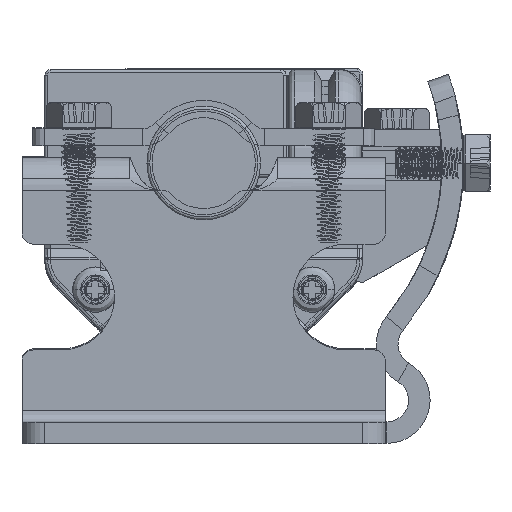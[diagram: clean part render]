
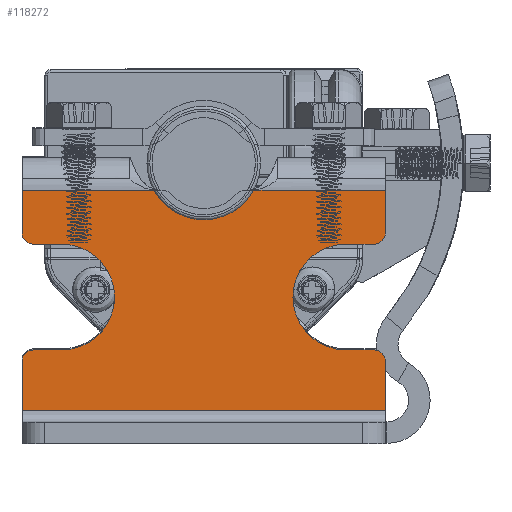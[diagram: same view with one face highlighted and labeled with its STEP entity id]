
A CAD part, front view. The second image highlights one B-rep face of the part: STEP entity #118272.
In plain terms, the highlighted face is planar.
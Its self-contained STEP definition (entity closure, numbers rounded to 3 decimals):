
#116892=CARTESIAN_POINT('',(-1.9,21.3,-3.666));
#116893=DIRECTION('',(-1.,0.,0.));
#116894=DIRECTION('',(0.,0.68,0.733));
#116895=AXIS2_PLACEMENT_3D('',#116892,#116893,#116894);
#116897=CARTESIAN_POINT('',(-1.9,24.7,0.));
#116898=DIRECTION('',(1.,0.,0.));
#116899=DIRECTION('',(0.,-0.68,0.733));
#116900=AXIS2_PLACEMENT_3D('',#116897,#116898,#116899);
#116902=CARTESIAN_POINT('',(-1.9,21.3,3.666));
#116903=DIRECTION('',(-1.,0.,0.));
#116904=DIRECTION('',(0.,1.,0.));
#116905=AXIS2_PLACEMENT_3D('',#116902,#116903,#116904);
#116907=DIRECTION('',(0.,0.,-1.));
#116908=VECTOR('',#116907,0.313);
#116909=CARTESIAN_POINT('',(-1.9,22.3,3.979));
#116910=LINE('',#116909,#116908);
#116911=CARTESIAN_POINT('',(-1.9,18.55,15.));
#116912=DIRECTION('',(-1.,0.,0.));
#116913=DIRECTION('',(0.,-1.,0.));
#116914=AXIS2_PLACEMENT_3D('',#116911,#116912,#116913);
#116916=DIRECTION('',(0.,0.,-1.));
#116917=VECTOR('',#116916,2.5);
#116918=CARTESIAN_POINT('',(-1.9,17.55,15.));
#116919=LINE('',#116918,#116917);
#116920=CARTESIAN_POINT('',(-1.9,12.9,12.5));
#116921=DIRECTION('',(-1.,0.,0.));
#116922=DIRECTION('',(0.,1.,0.));
#116923=AXIS2_PLACEMENT_3D('',#116920,#116921,#116922);
#116925=DIRECTION('',(0.,0.,-1.));
#116926=VECTOR('',#116925,2.5);
#116927=CARTESIAN_POINT('',(-1.9,8.25,15.));
#116928=LINE('',#116927,#116926);
#116929=CARTESIAN_POINT('',(-1.9,7.25,15.));
#116930=DIRECTION('',(-1.,0.,0.));
#116931=DIRECTION('',(0.,0.,1.));
#116932=AXIS2_PLACEMENT_3D('',#116929,#116930,#116931);
#116934=DIRECTION('',(0.,0.,1.));
#116935=VECTOR('',#116934,32.);
#116936=CARTESIAN_POINT('',(-1.9,2.9,-16.));
#116937=LINE('',#116936,#116935);
#116938=CARTESIAN_POINT('',(-1.9,7.25,-15.));
#116939=DIRECTION('',(-1.,0.,0.));
#116940=DIRECTION('',(0.,1.,0.));
#116941=AXIS2_PLACEMENT_3D('',#116938,#116939,#116940);
#116943=DIRECTION('',(0.,0.,1.));
#116944=VECTOR('',#116943,2.5);
#116945=CARTESIAN_POINT('',(-1.9,8.25,-15.));
#116946=LINE('',#116945,#116944);
#116947=CARTESIAN_POINT('',(-1.9,12.9,-12.5));
#116948=DIRECTION('',(-1.,0.,0.));
#116949=DIRECTION('',(0.,-1.,0.));
#116950=AXIS2_PLACEMENT_3D('',#116947,#116948,#116949);
#116952=DIRECTION('',(0.,0.,1.));
#116953=VECTOR('',#116952,2.5);
#116954=CARTESIAN_POINT('',(-1.9,17.55,-15.));
#116955=LINE('',#116954,#116953);
#116956=CARTESIAN_POINT('',(-1.9,18.55,-15.));
#116957=DIRECTION('',(-1.,0.,0.));
#116958=DIRECTION('',(0.,0.,-1.));
#116959=AXIS2_PLACEMENT_3D('',#116956,#116957,#116958);
#116961=DIRECTION('',(0.,0.,-1.));
#116962=VECTOR('',#116961,0.313);
#116963=CARTESIAN_POINT('',(-1.9,22.3,-3.666));
#116964=LINE('',#116963,#116962);
#117162=DIRECTION('',(0.,1.,0.));
#117163=VECTOR('',#117162,4.35);
#117164=CARTESIAN_POINT('',(-1.9,2.9,16.));
#117165=LINE('',#117164,#117163);
#117170=DIRECTION('',(0.,1.,0.));
#117171=VECTOR('',#117170,3.75);
#117172=CARTESIAN_POINT('',(-1.9,18.55,16.));
#117173=LINE('',#117172,#117171);
#117204=CARTESIAN_POINT('',(-1.9,22.3,-3.979));
#117206=DIRECTION('',(0.,0.,1.));
#117207=VECTOR('',#117206,12.021);
#117208=CARTESIAN_POINT('',(-1.9,22.3,-16.));
#117209=LINE('',#117208,#117207);
#117210=CARTESIAN_POINT('',(-1.9,22.3,3.979));
#117222=DIRECTION('',(0.,0.,1.));
#117223=VECTOR('',#117222,12.021);
#117224=CARTESIAN_POINT('',(-1.9,22.3,3.979));
#117225=LINE('',#117224,#117223);
#117636=DIRECTION('',(0.,1.,0.));
#117637=VECTOR('',#117636,3.75);
#117638=CARTESIAN_POINT('',(-1.9,18.55,-16.));
#117639=LINE('',#117638,#117637);
#117644=DIRECTION('',(0.,1.,0.));
#117645=VECTOR('',#117644,4.35);
#117646=CARTESIAN_POINT('',(-1.9,2.9,-16.));
#117647=LINE('',#117646,#117645);
#117780=CARTESIAN_POINT('',(-1.9,17.55,12.5));
#117781=CARTESIAN_POINT('',(-1.9,8.25,12.5));
#117782=VERTEX_POINT('',#117780);
#117783=VERTEX_POINT('',#117781);
#117784=CARTESIAN_POINT('',(-1.9,8.25,-12.5));
#117785=CARTESIAN_POINT('',(-1.9,17.55,-12.5));
#117786=VERTEX_POINT('',#117784);
#117787=VERTEX_POINT('',#117785);
#117812=CARTESIAN_POINT('',(-1.9,7.25,16.));
#117813=VERTEX_POINT('',#117812);
#117814=CARTESIAN_POINT('',(-1.9,8.25,15.));
#117815=VERTEX_POINT('',#117814);
#117820=CARTESIAN_POINT('',(-1.9,17.55,15.));
#117821=VERTEX_POINT('',#117820);
#117822=CARTESIAN_POINT('',(-1.9,18.55,16.));
#117823=VERTEX_POINT('',#117822);
#117828=CARTESIAN_POINT('',(-1.9,18.55,-16.));
#117829=VERTEX_POINT('',#117828);
#117830=CARTESIAN_POINT('',(-1.9,17.55,-15.));
#117831=VERTEX_POINT('',#117830);
#117836=CARTESIAN_POINT('',(-1.9,8.25,-15.));
#117837=VERTEX_POINT('',#117836);
#117838=CARTESIAN_POINT('',(-1.9,7.25,-16.));
#117839=VERTEX_POINT('',#117838);
#117848=CARTESIAN_POINT('',(-1.9,2.9,-16.));
#117849=VERTEX_POINT('',#117848);
#117850=CARTESIAN_POINT('',(-1.9,22.3,-16.));
#117851=VERTEX_POINT('',#117850);
#117852=CARTESIAN_POINT('',(-1.9,2.9,16.));
#117853=VERTEX_POINT('',#117852);
#117854=CARTESIAN_POINT('',(-1.9,22.3,16.));
#117855=VERTEX_POINT('',#117854);
#117962=VERTEX_POINT('',#117204);
#117963=VERTEX_POINT('',#117210);
#117972=CARTESIAN_POINT('',(-1.9,21.98,-2.933));
#117973=VERTEX_POINT('',#117972);
#117974=CARTESIAN_POINT('',(-1.9,22.3,-3.666));
#117975=VERTEX_POINT('',#117974);
#117980=CARTESIAN_POINT('',(-1.9,22.3,3.666));
#117981=VERTEX_POINT('',#117980);
#117982=CARTESIAN_POINT('',(-1.9,21.98,2.933));
#117983=VERTEX_POINT('',#117982);
#118222=CARTESIAN_POINT('',(-1.9,2.9,-16.));
#118223=DIRECTION('',(1.,0.,0.));
#118224=DIRECTION('',(0.,1.,0.));
#118225=AXIS2_PLACEMENT_3D('',#118222,#118223,#118224);
#118226=PLANE('',#118225);
#118228=ORIENTED_EDGE('',*,*,#118227,.F.);
#118230=ORIENTED_EDGE('',*,*,#118229,.F.);
#118232=ORIENTED_EDGE('',*,*,#118231,.F.);
#118234=ORIENTED_EDGE('',*,*,#118233,.F.);
#118236=ORIENTED_EDGE('',*,*,#118235,.T.);
#118238=ORIENTED_EDGE('',*,*,#118237,.F.);
#118240=ORIENTED_EDGE('',*,*,#118239,.F.);
#118242=ORIENTED_EDGE('',*,*,#118241,.T.);
#118244=ORIENTED_EDGE('',*,*,#118243,.T.);
#118246=ORIENTED_EDGE('',*,*,#118245,.F.);
#118248=ORIENTED_EDGE('',*,*,#118247,.F.);
#118250=ORIENTED_EDGE('',*,*,#118249,.F.);
#118251=ORIENTED_EDGE('',*,*,#118215,.F.);
#118253=ORIENTED_EDGE('',*,*,#118252,.T.);
#118255=ORIENTED_EDGE('',*,*,#118254,.F.);
#118257=ORIENTED_EDGE('',*,*,#118256,.T.);
#118259=ORIENTED_EDGE('',*,*,#118258,.T.);
#118261=ORIENTED_EDGE('',*,*,#118260,.F.);
#118263=ORIENTED_EDGE('',*,*,#118262,.F.);
#118265=ORIENTED_EDGE('',*,*,#118264,.T.);
#118267=ORIENTED_EDGE('',*,*,#118266,.T.);
#118269=ORIENTED_EDGE('',*,*,#118268,.F.);
#118270=EDGE_LOOP('',(#118228,#118230,#118232,#118234,#118236,#118238,#118240,
#118242,#118244,#118246,#118248,#118250,#118251,#118253,#118255,#118257,#118259,
#118261,#118263,#118265,#118267,#118269));
#118271=FACE_OUTER_BOUND('',#118270,.F.);
#118272=ADVANCED_FACE('',(#118271),#118226,.F.);
#116896=CIRCLE('',#116895,1.);
#116901=CIRCLE('',#116900,4.);
#116906=CIRCLE('',#116905,1.);
#116915=CIRCLE('',#116914,1.);
#116924=CIRCLE('',#116923,4.65);
#116933=CIRCLE('',#116932,1.);
#116942=CIRCLE('',#116941,1.);
#116951=CIRCLE('',#116950,4.65);
#116960=CIRCLE('',#116959,1.);
#118215=EDGE_CURVE('',#117849,#117853,#116937,.T.);
#118227=EDGE_CURVE('',#117973,#117975,#116896,.T.);
#118229=EDGE_CURVE('',#117983,#117973,#116901,.T.);
#118231=EDGE_CURVE('',#117981,#117983,#116906,.T.);
#118233=EDGE_CURVE('',#117963,#117981,#116910,.T.);
#118235=EDGE_CURVE('',#117963,#117855,#117225,.T.);
#118237=EDGE_CURVE('',#117823,#117855,#117173,.T.);
#118239=EDGE_CURVE('',#117821,#117823,#116915,.T.);
#118241=EDGE_CURVE('',#117821,#117782,#116919,.T.);
#118243=EDGE_CURVE('',#117782,#117783,#116924,.T.);
#118245=EDGE_CURVE('',#117815,#117783,#116928,.T.);
#118247=EDGE_CURVE('',#117813,#117815,#116933,.T.);
#118249=EDGE_CURVE('',#117853,#117813,#117165,.T.);
#118252=EDGE_CURVE('',#117849,#117839,#117647,.T.);
#118254=EDGE_CURVE('',#117837,#117839,#116942,.T.);
#118256=EDGE_CURVE('',#117837,#117786,#116946,.T.);
#118258=EDGE_CURVE('',#117786,#117787,#116951,.T.);
#118260=EDGE_CURVE('',#117831,#117787,#116955,.T.);
#118262=EDGE_CURVE('',#117829,#117831,#116960,.T.);
#118264=EDGE_CURVE('',#117829,#117851,#117639,.T.);
#118266=EDGE_CURVE('',#117851,#117962,#117209,.T.);
#118268=EDGE_CURVE('',#117975,#117962,#116964,.T.);
